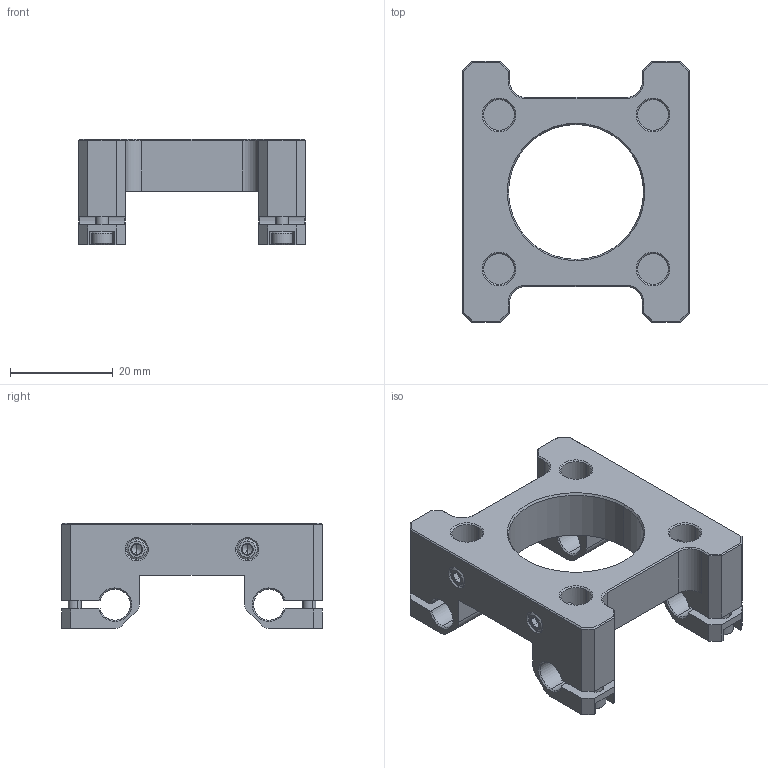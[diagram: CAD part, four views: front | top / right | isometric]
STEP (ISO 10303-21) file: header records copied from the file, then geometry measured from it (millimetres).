
FILE_DESCRIPTION (( 'STEP AP214' ), '1' );
FILE_NAME ('TTN135625-E0W.STEP', '2019-01-21T21:17:55', ( '' ), ( '' ), 'SwSTEP 2.0', 'SolidWorks 2018', '' );
FILE_SCHEMA (( 'AUTOMOTIVE_DESIGN' ));
Length unit declared in the file: inch
Products named in the file (1): TTN135625-E0W
Bounding box: 44.2 x 50.8 x 20.57 mm (x, y, z)
Volume: 15967.1 mm3; surface area: 10250.8 mm2
Topology: 9 solids, 9 shells, 691 faces, 1684 edges, 1040 vertices
Faces by surface type: plane 337, cone 140, bspline 110, cylinder 104
Entity records: 31441 total; most frequent: CARTESIAN_POINT 6838, ORIENTED_EDGE 3320, DIRECTION 2900, EDGE_CURVE 1660, VECTOR 1040, LINE 1040, VERTEX_POINT 1040, AXIS2_PLACEMENT_3D 930
